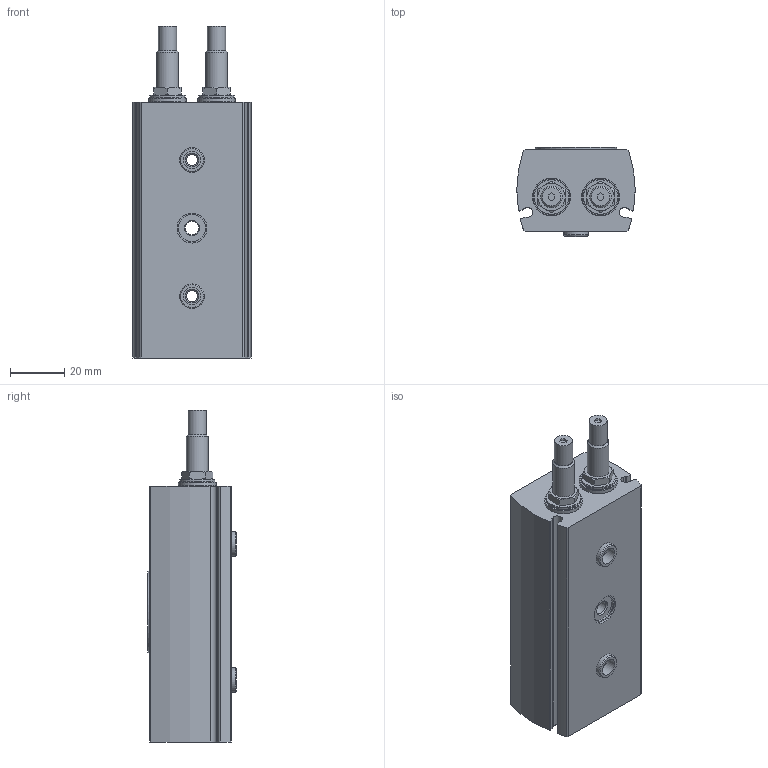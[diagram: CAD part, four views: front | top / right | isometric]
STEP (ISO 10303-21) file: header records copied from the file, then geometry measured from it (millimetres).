
FILE_DESCRIPTION(/* description */ ('STEP AP214'),/* implementation_level */ '2;1');
FILE_NAME(/* name */ '2399248_DRRD-12-180-FH-Y9A',/* time_stamp */ '2024-08-21T02:19:03+02:00',/* author */ ('License CC BY-ND 4.0'),/* organization */ ('CADENAS'),/* preprocessor_version */ 'ST-DEVELOPER v19.3',/* originating_system */ 'PARTsolutions',/* authorisation */ ' ');
FILE_SCHEMA (('AUTOMOTIVE_DESIGN {1 0 10303 214 3 1 1}'));
Length unit declared in the file: millimetre
Products named in the file (4): 2399248 DRRD-12-180-FH-Y9A---(0); 574398 DRRD-12---Y9--_t; 2282073 DRRD-12_w; 150927 ZBH-9
Assembly tree (4 placements, depth 2):
  2399248 DRRD-12-180-FH-Y9A---(0)
    574398 DRRD-12---Y9--_t
    2282073 DRRD-12_w
    150927 ZBH-9  x2
Bounding box: 43.5 x 32.65 x 121.9 mm (x, y, z)
Volume: 114115.6 mm3; surface area: 26749.8 mm2
Topology: 4 solids, 4 shells, 266 faces, 595 edges, 377 vertices
Faces by surface type: plane 107, cone 80, cylinder 79
Full cylindrical faces by diameter (mm): 2.1 x4, 2.459 x6, 3.242 x4, 4.134 x4, 5 x5, 6.4 x2, 6.7 x2, 7 x5, 8 x4, 9 x6, 10 x2, 11 x1, 12 x2, 13 x2, 13.9 x2, 30 x2
Entity records: 6634 total; most frequent: CARTESIAN_POINT 1205, DIRECTION 1150, ORIENTED_EDGE 888, AXIS2_PLACEMENT_3D 489, EDGE_CURVE 444, FACE_BOUND 432, EDGE_LOOP 416, VERTEX_POINT 352
